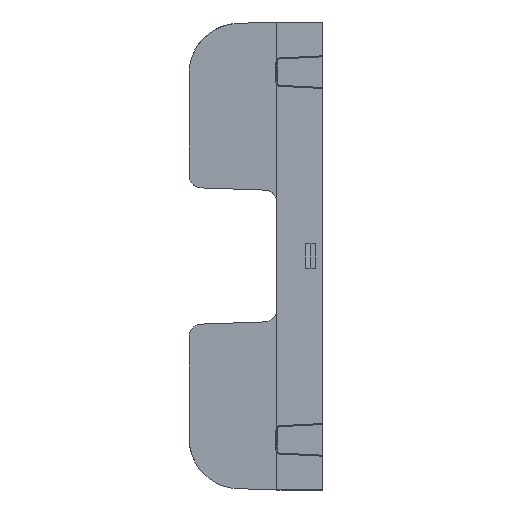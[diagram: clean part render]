
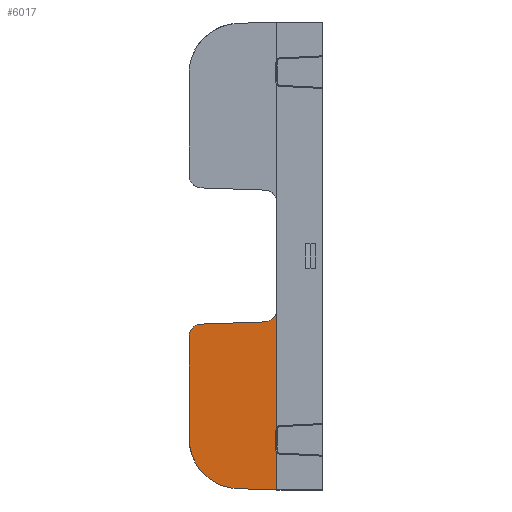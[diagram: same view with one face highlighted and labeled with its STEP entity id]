
A CAD part, left-side view. The second image highlights one B-rep face of the part: STEP entity #6017.
In plain terms, the highlighted planar face has unit normal (-0.999, 0.035, 0).
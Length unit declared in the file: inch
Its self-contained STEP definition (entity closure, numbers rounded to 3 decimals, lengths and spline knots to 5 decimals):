
#198 = EDGE_CURVE ( 'NONE', #12801, #8381, #11421, .T. ) ;
#427 =( BOUNDED_CURVE ( )  B_SPLINE_CURVE ( 3, ( #28641, #6814, #16717, #2181 ),
 .UNSPECIFIED., .F., .F. ) 
 B_SPLINE_CURVE_WITH_KNOTS ( ( 4, 4 ),
 ( 3.94763, 4.66304 ),
 .UNSPECIFIED. ) 
 CURVE ( )  GEOMETRIC_REPRESENTATION_ITEM ( )  RATIONAL_B_SPLINE_CURVE ( ( 1., 0.958, 0.958, 1. ) ) 
 REPRESENTATION_ITEM ( '' )  );
#631 = VECTOR ( 'NONE', #31165, 39.37008 ) ;
#1055 = CARTESIAN_POINT ( 'NONE',  ( 0., 0.69, -0.79577 ) ) ;
#1201 = FACE_OUTER_BOUND ( 'NONE', #25272, .T. ) ;
#1326 = CARTESIAN_POINT ( 'NONE',  ( 0., 0.69, -2.56099 ) ) ;
#1390 = VECTOR ( 'NONE', #11041, 39.37008 ) ;
#2181 = CARTESIAN_POINT ( 'NONE',  ( 0.0004, 0.70152, -2.89581 ) ) ;
#2288 =( BOUNDED_CURVE ( )  B_SPLINE_CURVE ( 3, ( #28846, #4621, #14361, #22476 ),
 .UNSPECIFIED., .F., .F. ) 
 B_SPLINE_CURVE_WITH_KNOTS ( ( 4, 4 ),
 ( 3.14159, 4.67748 ),
 .UNSPECIFIED. ) 
 CURVE ( )  GEOMETRIC_REPRESENTATION_ITEM ( )  RATIONAL_B_SPLINE_CURVE ( ( 1., 0.813, 0.813, 1. ) ) 
 REPRESENTATION_ITEM ( '' )  );
#2718 = VECTOR ( 'NONE', #19234, 39.37008 ) ;
#2724 = CARTESIAN_POINT ( 'NONE',  ( 0.0004, 0.70152, -2.61958 ) ) ;
#2946 = EDGE_CURVE ( 'NONE', #7636, #4508, #427, .T. ) ;
#3287 = EDGE_CURVE ( 'NONE', #12247, #5149, #10004, .T. ) ;
#3582 = CARTESIAN_POINT ( 'NONE',  ( 0.04575, 2., -1.20848 ) ) ;
#3724 = CARTESIAN_POINT ( 'NONE',  ( 0.00263, 0.76519, -0.98188 ) ) ;
#4238 = LINE ( 'NONE', #21635, #2718 ) ;
#4508 = VERTEX_POINT ( 'NONE', #30886 ) ;
#4531 = LINE ( 'NONE', #2724, #5544 ) ;
#4621 = CARTESIAN_POINT ( 'NONE',  ( 0.04575, 2., -3.15726 ) ) ;
#5149 = VERTEX_POINT ( 'NONE', #22969 ) ;
#5544 = VECTOR ( 'NONE', #24881, 39.37008 ) ;
#6017 = ADVANCED_FACE ( 'NONE', ( #1201 ), #16050, .T. ) ;
#6034 = EDGE_CURVE ( 'NONE', #4508, #14044, #4531, .T. ) ;
#6286 = CARTESIAN_POINT ( 'NONE',  ( 0., 0.69, -0.90402 ) ) ;
#6814 = CARTESIAN_POINT ( 'NONE',  ( 0.00026, 0.69751, -2.92704 ) ) ;
#7322 = ORIENTED_EDGE ( 'NONE', *, *, #6034, .T. ) ;
#7474 = VECTOR ( 'NONE', #20164, 39.37008 ) ;
#7526 = EDGE_CURVE ( 'NONE', #8381, #12247, #11364, .T. ) ;
#7623 = VERTEX_POINT ( 'NONE', #1326 ) ;
#7636 = VERTEX_POINT ( 'NONE', #20623 ) ;
#8194 = LINE ( 'NONE', #10434, #7474 ) ;
#8231 = ORIENTED_EDGE ( 'NONE', *, *, #17070, .T. ) ;
#8381 = VERTEX_POINT ( 'NONE', #16688 ) ;
#8654 = CARTESIAN_POINT ( 'NONE',  ( 0.04569, 1.99841, -1.02494 ) ) ;
#8867 = CARTESIAN_POINT ( 'NONE',  ( 0.0004, 0.70152, -2.58799 ) ) ;
#8998 = CARTESIAN_POINT ( 'NONE',  ( 0., 0.69, -3.5 ) ) ;
#9022 = CARTESIAN_POINT ( 'NONE',  ( 0., 0.69, -2.56099 ) ) ;
#9174 = ORIENTED_EDGE ( 'NONE', *, *, #3287, .T. ) ;
#9420 = VERTEX_POINT ( 'NONE', #18481 ) ;
#9637 = VECTOR ( 'NONE', #22501, 39.37008 ) ;
#9827 = ORIENTED_EDGE ( 'NONE', *, *, #13829, .F. ) ;
#9863 = VERTEX_POINT ( 'NONE', #21302 ) ;
#10004 =( BOUNDED_CURVE ( )  B_SPLINE_CURVE ( 3, ( #17966, #25427, #17649, #3582 ),
 .UNSPECIFIED., .F., .F. ) 
 B_SPLINE_CURVE_WITH_KNOTS ( ( 4, 4 ),
 ( 1.6057, 3.14159 ),
 .UNSPECIFIED. ) 
 CURVE ( )  GEOMETRIC_REPRESENTATION_ITEM ( )  RATIONAL_B_SPLINE_CURVE ( ( 1., 0.813, 0.813, 1. ) ) 
 REPRESENTATION_ITEM ( '' )  );
#10434 = CARTESIAN_POINT ( 'NONE',  ( 0., 0.69, -3.5 ) ) ;
#10958 = EDGE_CURVE ( 'NONE', #25739, #9863, #2288, .T. ) ;
#11041 = DIRECTION ( 'NONE',  ( 0.035, 0.999, -0.035 ) ) ;
#11253 = CARTESIAN_POINT ( 'NONE',  ( 0.0004, 0.70152, -2.60419 ) ) ;
#11364 = LINE ( 'NONE', #8654, #1390 ) ;
#11380 = CARTESIAN_POINT ( 'NONE',  ( 0., 0.69, -0.79577 ) ) ;
#11398 = EDGE_CURVE ( 'NONE', #9420, #7636, #8194, .T. ) ;
#11421 =( BOUNDED_CURVE ( )  B_SPLINE_CURVE ( 3, ( #11380, #6286, #3724, #20639 ),
 .UNSPECIFIED., .F., .F. ) 
 B_SPLINE_CURVE_WITH_KNOTS ( ( 4, 4 ),
 ( 3.14159, 4.67748 ),
 .UNSPECIFIED. ) 
 CURVE ( )  GEOMETRIC_REPRESENTATION_ITEM ( )  RATIONAL_B_SPLINE_CURVE ( ( 1., 0.813, 0.813, 1. ) ) 
 REPRESENTATION_ITEM ( '' )  );
#11974 =( BOUNDED_CURVE ( )  B_SPLINE_CURVE ( 3, ( #11253, #8867, #18610, #9022 ),
 .UNSPECIFIED., .F., .T. ) 
 B_SPLINE_CURVE_WITH_KNOTS ( ( 4, 4 ),
 ( 4.76173, 5.47715 ),
 .UNSPECIFIED. ) 
 CURVE ( )  GEOMETRIC_REPRESENTATION_ITEM ( )  RATIONAL_B_SPLINE_CURVE ( ( 1., 0.958, 0.958, 1. ) ) 
 REPRESENTATION_ITEM ( '' )  );
#12247 = VERTEX_POINT ( 'NONE', #27251 ) ;
#12778 = ORIENTED_EDGE ( 'NONE', *, *, #7526, .T. ) ;
#12801 = VERTEX_POINT ( 'NONE', #1055 ) ;
#13829 = EDGE_CURVE ( 'NONE', #25739, #5149, #29952, .T. ) ;
#13877 = LINE ( 'NONE', #23601, #631 ) ;
#14044 = VERTEX_POINT ( 'NONE', #19211 ) ;
#14361 = CARTESIAN_POINT ( 'NONE',  ( 0.03538, 1.70319, -3.46462 ) ) ;
#15761 = AXIS2_PLACEMENT_3D ( 'NONE', #8998, #21290, #18888 ) ;
#15833 = EDGE_CURVE ( 'NONE', #7623, #12801, #13877, .T. ) ;
#16050 = PLANE ( 'NONE',  #15761 ) ;
#16688 = CARTESIAN_POINT ( 'NONE',  ( 0.0064, 0.87337, -0.98566 ) ) ;
#16717 = CARTESIAN_POINT ( 'NONE',  ( 0.0004, 0.70152, -2.91201 ) ) ;
#17070 = EDGE_CURVE ( 'NONE', #9863, #9420, #4238, .T. ) ;
#17649 = CARTESIAN_POINT ( 'NONE',  ( 0.04575, 2., -1.10024 ) ) ;
#17966 = CARTESIAN_POINT ( 'NONE',  ( 0.03934, 1.81663, -1.0186 ) ) ;
#18481 = CARTESIAN_POINT ( 'NONE',  ( 0., 0.69, -3.5 ) ) ;
#18610 = CARTESIAN_POINT ( 'NONE',  ( 0.00026, 0.69751, -2.57296 ) ) ;
#18888 = DIRECTION ( 'NONE',  ( -0.035, -0.999, 0. ) ) ;
#19211 = CARTESIAN_POINT ( 'NONE',  ( 0.0004, 0.70152, -2.60419 ) ) ;
#19234 = DIRECTION ( 'NONE',  ( -0.035, -0.999, -0.035 ) ) ;
#20000 = ORIENTED_EDGE ( 'NONE', *, *, #11398, .T. ) ;
#20164 = DIRECTION ( 'NONE',  ( 0., 0., 1. ) ) ;
#20623 = CARTESIAN_POINT ( 'NONE',  ( 0., 0.69, -2.93901 ) ) ;
#20639 = CARTESIAN_POINT ( 'NONE',  ( 0.0064, 0.87337, -0.98566 ) ) ;
#20914 = ORIENTED_EDGE ( 'NONE', *, *, #15833, .T. ) ;
#21290 = DIRECTION ( 'NONE',  ( -0.999, 0.035, 0. ) ) ;
#21302 = CARTESIAN_POINT ( 'NONE',  ( 0.02047, 1.27617, -3.47953 ) ) ;
#21635 = CARTESIAN_POINT ( 'NONE',  ( 0., 0.69, -3.5 ) ) ;
#22162 = CARTESIAN_POINT ( 'NONE',  ( 0.04575, 2., -2.72999 ) ) ;
#22476 = CARTESIAN_POINT ( 'NONE',  ( 0.02047, 1.27617, -3.47953 ) ) ;
#22501 = DIRECTION ( 'NONE',  ( 0., 0., 1. ) ) ;
#22969 = CARTESIAN_POINT ( 'NONE',  ( 0.04575, 2., -1.20848 ) ) ;
#23312 = ORIENTED_EDGE ( 'NONE', *, *, #27472, .T. ) ;
#23569 = ORIENTED_EDGE ( 'NONE', *, *, #2946, .T. ) ;
#23601 = CARTESIAN_POINT ( 'NONE',  ( 0., 0.69, -3.5 ) ) ;
#24881 = DIRECTION ( 'NONE',  ( 0., 0., 1. ) ) ;
#25272 = EDGE_LOOP ( 'NONE', ( #20000, #23569, #7322, #23312, #20914, #25821, #12778, #9174, #9827, #31140, #8231 ) ) ;
#25427 = CARTESIAN_POINT ( 'NONE',  ( 0.04312, 1.92481, -1.02237 ) ) ;
#25739 = VERTEX_POINT ( 'NONE', #22162 ) ;
#25821 = ORIENTED_EDGE ( 'NONE', *, *, #198, .T. ) ;
#27251 = CARTESIAN_POINT ( 'NONE',  ( 0.03934, 1.81663, -1.0186 ) ) ;
#27263 = CARTESIAN_POINT ( 'NONE',  ( 0.04575, 2., -3.5 ) ) ;
#27472 = EDGE_CURVE ( 'NONE', #14044, #7623, #11974, .T. ) ;
#28641 = CARTESIAN_POINT ( 'NONE',  ( 0., 0.69, -2.93901 ) ) ;
#28846 = CARTESIAN_POINT ( 'NONE',  ( 0.04575, 2., -2.72999 ) ) ;
#29952 = LINE ( 'NONE', #27263, #9637 ) ;
#30886 = CARTESIAN_POINT ( 'NONE',  ( 0.0004, 0.70152, -2.89581 ) ) ;
#31140 = ORIENTED_EDGE ( 'NONE', *, *, #10958, .T. ) ;
#31165 = DIRECTION ( 'NONE',  ( 0., 0., 1. ) ) ;
